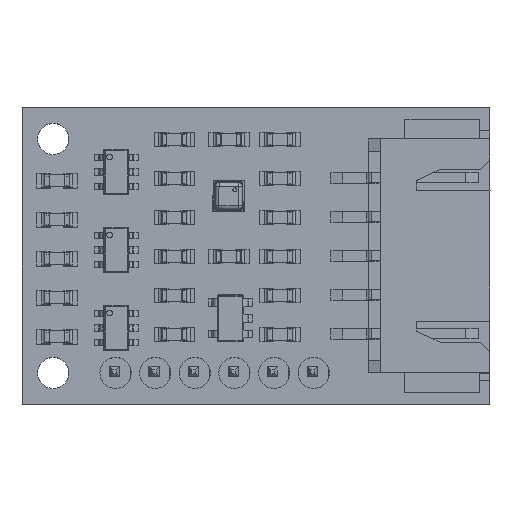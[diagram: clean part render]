
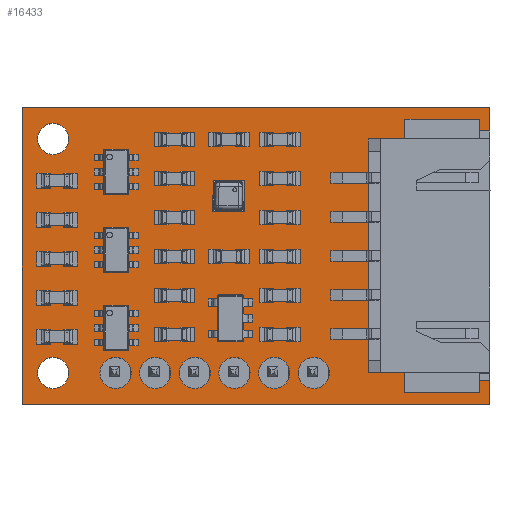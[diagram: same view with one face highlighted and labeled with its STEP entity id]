
A CAD part, top view. The second image highlights one B-rep face of the part: STEP entity #16433.
In plain terms, the highlighted planar face has unit normal (0, 0, 1).
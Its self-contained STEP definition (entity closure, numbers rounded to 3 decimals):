
#1017=FACE_BOUND('',#2532,.T.);
#1018=FACE_BOUND('',#2533,.T.);
#1019=FACE_BOUND('',#2534,.T.);
#1020=FACE_BOUND('',#2535,.T.);
#1021=FACE_BOUND('',#2536,.T.);
#1022=FACE_BOUND('',#2537,.T.);
#1023=FACE_BOUND('',#2538,.T.);
#1024=FACE_BOUND('',#2539,.T.);
#1058=CIRCLE('',#17595,1.);
#1059=CIRCLE('',#17596,1.);
#1060=CIRCLE('',#17597,1.);
#1061=CIRCLE('',#17598,1.);
#1062=CIRCLE('',#17599,1.);
#1063=CIRCLE('',#17600,1.);
#1064=CIRCLE('',#17601,1.);
#1065=CIRCLE('',#17602,1.);
#1477=FACE_OUTER_BOUND('',#2531,.T.);
#2531=EDGE_LOOP('',(#10995,#10996,#10997,#10998));
#2532=EDGE_LOOP('',(#10999));
#2533=EDGE_LOOP('',(#11000));
#2534=EDGE_LOOP('',(#11001));
#2535=EDGE_LOOP('',(#11002));
#2536=EDGE_LOOP('',(#11003));
#2537=EDGE_LOOP('',(#11004));
#2538=EDGE_LOOP('',(#11005));
#2539=EDGE_LOOP('',(#11006));
#3626=LINE('',#23703,#5376);
#3627=LINE('',#23705,#5377);
#3628=LINE('',#23707,#5378);
#3629=LINE('',#23708,#5379);
#5376=VECTOR('',#19050,19.);
#5377=VECTOR('',#19051,30.);
#5378=VECTOR('',#19052,19.);
#5379=VECTOR('',#19053,30.);
#7126=VERTEX_POINT('',#23701);
#7127=VERTEX_POINT('',#23702);
#7128=VERTEX_POINT('',#23704);
#7129=VERTEX_POINT('',#23706);
#7130=VERTEX_POINT('',#23709);
#7131=VERTEX_POINT('',#23711);
#7132=VERTEX_POINT('',#23713);
#7133=VERTEX_POINT('',#23715);
#7134=VERTEX_POINT('',#23717);
#7135=VERTEX_POINT('',#23719);
#7136=VERTEX_POINT('',#23721);
#7137=VERTEX_POINT('',#23723);
#8568=EDGE_CURVE('',#7126,#7127,#3626,.T.);
#8569=EDGE_CURVE('',#7127,#7128,#3627,.T.);
#8570=EDGE_CURVE('',#7128,#7129,#3628,.T.);
#8571=EDGE_CURVE('',#7129,#7126,#3629,.T.);
#8572=EDGE_CURVE('',#7130,#7130,#1058,.F.);
#8573=EDGE_CURVE('',#7131,#7131,#1059,.T.);
#8574=EDGE_CURVE('',#7132,#7132,#1060,.T.);
#8575=EDGE_CURVE('',#7133,#7133,#1061,.T.);
#8576=EDGE_CURVE('',#7134,#7134,#1062,.T.);
#8577=EDGE_CURVE('',#7135,#7135,#1063,.T.);
#8578=EDGE_CURVE('',#7136,#7136,#1064,.T.);
#8579=EDGE_CURVE('',#7137,#7137,#1065,.T.);
#10995=ORIENTED_EDGE('',*,*,#8568,.T.);
#10996=ORIENTED_EDGE('',*,*,#8569,.T.);
#10997=ORIENTED_EDGE('',*,*,#8570,.T.);
#10998=ORIENTED_EDGE('',*,*,#8571,.T.);
#10999=ORIENTED_EDGE('',*,*,#8572,.T.);
#11000=ORIENTED_EDGE('',*,*,#8573,.F.);
#11001=ORIENTED_EDGE('',*,*,#8574,.F.);
#11002=ORIENTED_EDGE('',*,*,#8575,.F.);
#11003=ORIENTED_EDGE('',*,*,#8576,.F.);
#11004=ORIENTED_EDGE('',*,*,#8577,.F.);
#11005=ORIENTED_EDGE('',*,*,#8578,.F.);
#11006=ORIENTED_EDGE('',*,*,#8579,.F.);
#15849=PLANE('',#17594);
#16433=ADVANCED_FACE('',(#1477,#1017,#1018,#1019,#1020,#1021,#1022,#1023,
#1024),#15849,.F.);
#17594=AXIS2_PLACEMENT_3D('',#23700,#19048,#19049);
#17595=AXIS2_PLACEMENT_3D('',#23710,#19054,#19055);
#17596=AXIS2_PLACEMENT_3D('',#23712,#19056,#19057);
#17597=AXIS2_PLACEMENT_3D('',#23714,#19058,#19059);
#17598=AXIS2_PLACEMENT_3D('',#23716,#19060,#19061);
#17599=AXIS2_PLACEMENT_3D('',#23718,#19062,#19063);
#17600=AXIS2_PLACEMENT_3D('',#23720,#19064,#19065);
#17601=AXIS2_PLACEMENT_3D('',#23722,#19066,#19067);
#17602=AXIS2_PLACEMENT_3D('',#23724,#19068,#19069);
#19048=DIRECTION('center_axis',(0.,0.,-1.));
#19049=DIRECTION('ref_axis',(-1.,0.,0.));
#19050=DIRECTION('',(0.,-1.,0.));
#19051=DIRECTION('',(1.,0.,0.));
#19052=DIRECTION('',(0.,1.,0.));
#19053=DIRECTION('',(-1.,0.,0.));
#19054=DIRECTION('center_axis',(0.,0.,1.));
#19055=DIRECTION('ref_axis',(1.,0.,0.));
#19056=DIRECTION('center_axis',(0.,0.,1.));
#19057=DIRECTION('ref_axis',(1.,0.,0.));
#19058=DIRECTION('center_axis',(0.,0.,1.));
#19059=DIRECTION('ref_axis',(1.,0.,0.));
#19060=DIRECTION('center_axis',(0.,0.,1.));
#19061=DIRECTION('ref_axis',(1.,0.,0.));
#19062=DIRECTION('center_axis',(0.,0.,1.));
#19063=DIRECTION('ref_axis',(1.,0.,0.));
#19064=DIRECTION('center_axis',(0.,0.,1.));
#19065=DIRECTION('ref_axis',(1.,0.,0.));
#19066=DIRECTION('center_axis',(0.,0.,1.));
#19067=DIRECTION('ref_axis',(1.,0.,0.));
#19068=DIRECTION('center_axis',(0.,0.,1.));
#19069=DIRECTION('ref_axis',(1.,0.,0.));
#23700=CARTESIAN_POINT('Origin',(0.,0.,1.));
#23701=CARTESIAN_POINT('',(0.,19.,1.));
#23702=CARTESIAN_POINT('',(0.,0.,1.));
#23703=CARTESIAN_POINT('',(0.,19.,1.));
#23704=CARTESIAN_POINT('',(30.,0.,1.));
#23705=CARTESIAN_POINT('',(0.,0.,1.));
#23706=CARTESIAN_POINT('',(30.,19.,1.));
#23707=CARTESIAN_POINT('',(30.,0.,1.));
#23708=CARTESIAN_POINT('',(30.,19.,1.));
#23709=CARTESIAN_POINT('',(1.,2.,1.));
#23710=CARTESIAN_POINT('Origin',(2.,2.,1.));
#23711=CARTESIAN_POINT('',(1.,17.,1.));
#23712=CARTESIAN_POINT('Origin',(2.,17.,1.));
#23713=CARTESIAN_POINT('',(7.54,2.,1.));
#23714=CARTESIAN_POINT('Origin',(8.54,2.,1.));
#23715=CARTESIAN_POINT('',(12.62,2.,1.));
#23716=CARTESIAN_POINT('Origin',(13.62,2.,1.));
#23717=CARTESIAN_POINT('',(17.7,2.,1.));
#23718=CARTESIAN_POINT('Origin',(18.7,2.,1.));
#23719=CARTESIAN_POINT('',(15.16,2.,1.));
#23720=CARTESIAN_POINT('Origin',(16.16,2.,1.));
#23721=CARTESIAN_POINT('',(10.08,2.,1.));
#23722=CARTESIAN_POINT('Origin',(11.08,2.,1.));
#23723=CARTESIAN_POINT('',(5.,2.,1.));
#23724=CARTESIAN_POINT('Origin',(6.,2.,1.));
